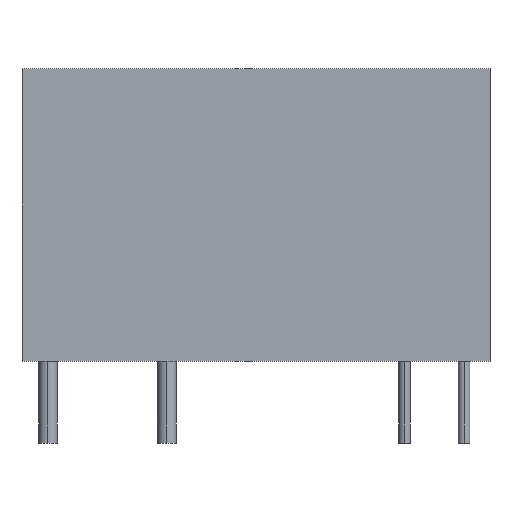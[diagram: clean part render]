
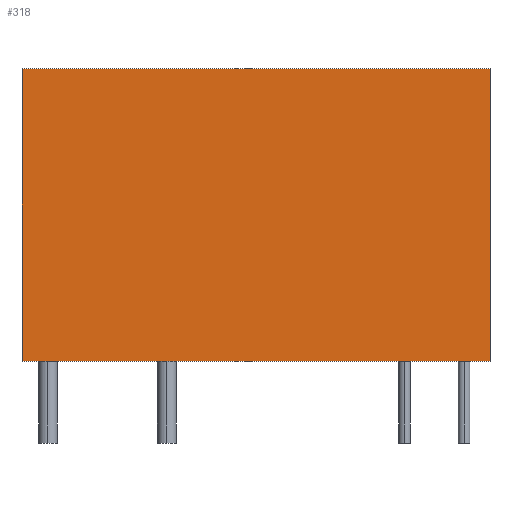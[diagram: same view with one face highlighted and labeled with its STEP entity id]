
A CAD part, top view. The second image highlights one B-rep face of the part: STEP entity #318.
In plain terms, the highlighted planar face has unit normal (0, 0, 1).
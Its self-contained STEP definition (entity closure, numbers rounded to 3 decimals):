
#24 = ORIENTED_EDGE ( 'NONE', *, *, #215, .F. ) ;
#39 = CARTESIAN_POINT ( 'NONE',  ( -10., 0., 2.5 ) ) ;
#60 = VECTOR ( 'NONE', #466, 1000. ) ;
#102 = ORIENTED_EDGE ( 'NONE', *, *, #538, .F. ) ;
#104 = VERTEX_POINT ( 'NONE', #39 ) ;
#121 = VERTEX_POINT ( 'NONE', #147 ) ;
#126 = CARTESIAN_POINT ( 'NONE',  ( 10., 12.5, 2.5 ) ) ;
#133 = DIRECTION ( 'NONE',  ( -1., 0., 0. ) ) ;
#147 = CARTESIAN_POINT ( 'NONE',  ( 10., 0., 2.5 ) ) ;
#203 = PLANE ( 'NONE',  #550 ) ;
#215 = EDGE_CURVE ( 'NONE', #237, #121, #462, .T. ) ;
#218 = DIRECTION ( 'NONE',  ( 1., 0., 0. ) ) ;
#230 = EDGE_CURVE ( 'NONE', #573, #104, #308, .T. ) ;
#237 = VERTEX_POINT ( 'NONE', #126 ) ;
#261 = DIRECTION ( 'NONE',  ( 0., -1., 0. ) ) ;
#264 = LINE ( 'NONE', #540, #396 ) ;
#282 = EDGE_CURVE ( 'NONE', #104, #121, #590, .T. ) ;
#288 = VECTOR ( 'NONE', #261, 1000. ) ;
#308 = LINE ( 'NONE', #587, #548 ) ;
#318 = ADVANCED_FACE ( 'NONE', ( #570 ), #203, .F. ) ;
#321 = EDGE_LOOP ( 'NONE', ( #543, #24, #102, #577 ) ) ;
#358 = DIRECTION ( 'NONE',  ( 0., -1., 0. ) ) ;
#396 = VECTOR ( 'NONE', #218, 1000. ) ;
#407 = CARTESIAN_POINT ( 'NONE',  ( 10., 12.5, 2.5 ) ) ;
#426 = DIRECTION ( 'NONE',  ( 0., 0., -1. ) ) ;
#462 = LINE ( 'NONE', #407, #288 ) ;
#466 = DIRECTION ( 'NONE',  ( 1., 0., 0. ) ) ;
#503 = CARTESIAN_POINT ( 'NONE',  ( -10., 12.5, 2.5 ) ) ;
#511 = CARTESIAN_POINT ( 'NONE',  ( 10., 0., 2.5 ) ) ;
#538 = EDGE_CURVE ( 'NONE', #573, #237, #264, .T. ) ;
#540 = CARTESIAN_POINT ( 'NONE',  ( 10., 12.5, 2.5 ) ) ;
#543 = ORIENTED_EDGE ( 'NONE', *, *, #282, .T. ) ;
#548 = VECTOR ( 'NONE', #358, 1000. ) ;
#550 = AXIS2_PLACEMENT_3D ( 'NONE', #564, #426, #133 ) ;
#564 = CARTESIAN_POINT ( 'NONE',  ( 10., 12.5, 2.5 ) ) ;
#570 = FACE_OUTER_BOUND ( 'NONE', #321, .T. ) ;
#573 = VERTEX_POINT ( 'NONE', #503 ) ;
#577 = ORIENTED_EDGE ( 'NONE', *, *, #230, .T. ) ;
#587 = CARTESIAN_POINT ( 'NONE',  ( -10., 12.5, 2.5 ) ) ;
#590 = LINE ( 'NONE', #511, #60 ) ;
